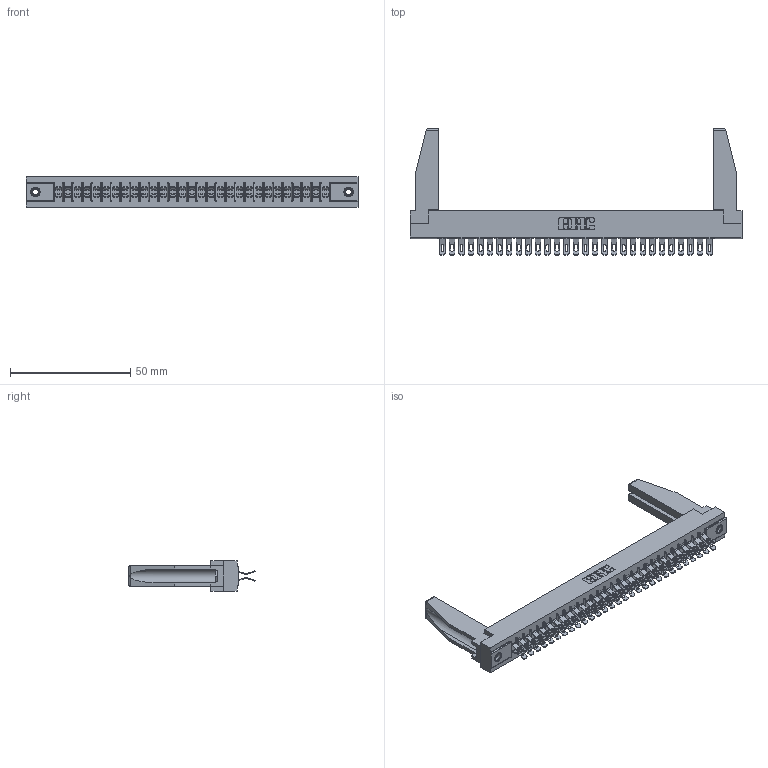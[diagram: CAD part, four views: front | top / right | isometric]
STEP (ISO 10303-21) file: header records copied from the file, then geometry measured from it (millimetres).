
FILE_DESCRIPTION (( 'STEP AP203' ), '1' );
FILE_NAME ('305-058-555-578.STEP', '2019-09-10T00:41:27', ( '' ), ( '' ), 'SwSTEP 2.0', 'SolidWorks 2016', '' );
FILE_SCHEMA (( 'CONFIG_CONTROL_DESIGN' ));
Length unit declared in the file: inch
Products named in the file (5): 305 Part_.156 Dia; 307-220-078; 305-058-555-578; 305-290-001_555; 345-250-001_345-250-001-102
Assembly tree (63 placements, depth 2):
  305-058-555-578
    305 Part_.156 Dia
    305-290-001_555  x58
    345-250-001_345-250-001-102  x2
    307-220-078  x2
Bounding box: 137.92 x 52.45 x 12.7 mm (x, y, z)
Volume: 18073.1 mm3; surface area: 23178.5 mm2
Topology: 63 solids, 63 shells, 4074 faces, 12101 edges, 7902 vertices
Faces by surface type: plane 2008, cylinder 1934, sphere 116, cone 12, torus 4
Entity records: 36045 total; most frequent: CARTESIAN_POINT 5989, ORIENTED_EDGE 5892, DIRECTION 5756, EDGE_CURVE 2946, VECTOR 2346, LINE 2346, VERTEX_POINT 1880, AXIS2_PLACEMENT_3D 1705
